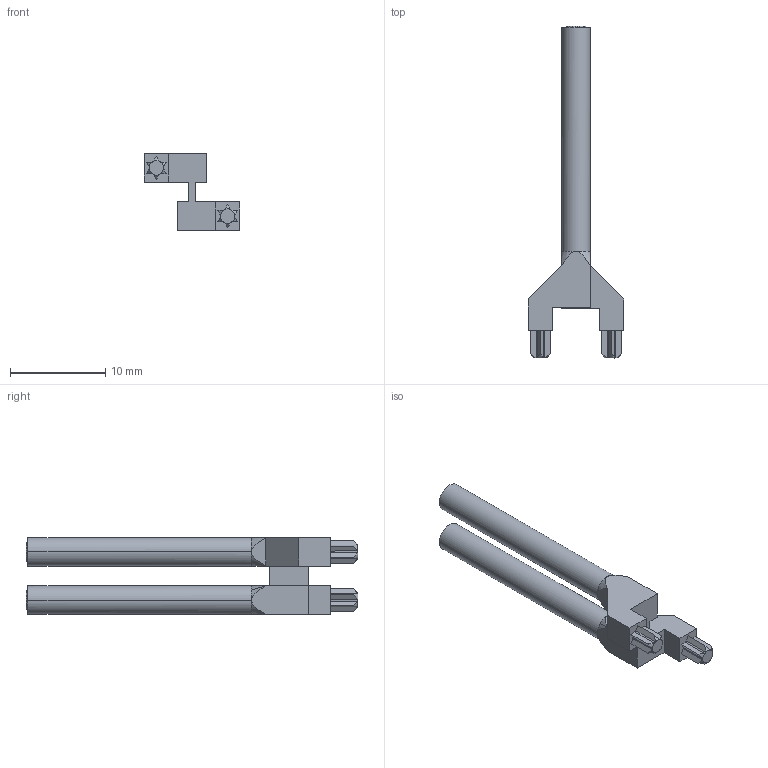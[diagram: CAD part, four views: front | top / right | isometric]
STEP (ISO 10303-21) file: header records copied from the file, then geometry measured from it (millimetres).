
FILE_DESCRIPTION(/* description */ (''),/* implementation_level */ '2;1');
FILE_NAME(/* name */ '2202311.step',/* time_stamp */ '2017-12-05T19:01:15+02:00',/* author */ (''),/* organization */ (''),/* preprocessor_version */ 'ST-DEVELOPER v16.13',/* originating_system */ 'Autodesk Translation Framework v6.5.0.72',/* authorisation */ '');
FILE_SCHEMA (('AUTOMOTIVE_DESIGN { 1 0 10303 214 3 1 1 }'));
Length unit declared in the file: millimetre
Products named in the file (1): HS_LC-V-D3_R2XC1-5.08_H
Bounding box: 10 x 34.9 x 8.08 mm (x, y, z)
Volume: 552 mm3; surface area: 794.4 mm2
Topology: 1 solids, 1 shells, 89 faces, 211 edges, 128 vertices
Faces by surface type: plane 50, cone 20, cylinder 12, bspline 7
Entity records: 2882 total; most frequent: CARTESIAN_POINT 929, ORIENTED_EDGE 422, DIRECTION 366, EDGE_CURVE 211, VERTEX_POINT 128, AXIS2_PLACEMENT_3D 125, LINE 116, VECTOR 116
